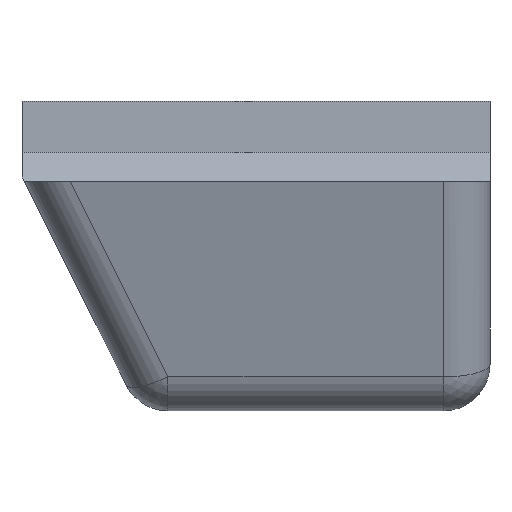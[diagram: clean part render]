
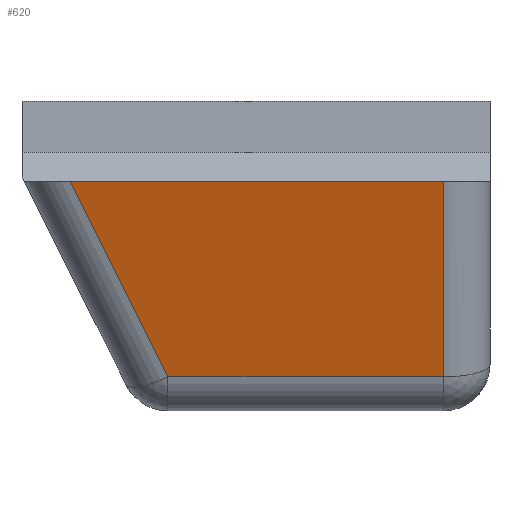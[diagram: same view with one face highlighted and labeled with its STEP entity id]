
A CAD part, front view. The second image highlights one B-rep face of the part: STEP entity #620.
In plain terms, the highlighted planar face has unit normal (0, -0.962, -0.273).
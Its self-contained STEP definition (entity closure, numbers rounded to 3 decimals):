
#77=FACE_OUTER_BOUND('',#114,.T.);
#114=EDGE_LOOP('',(#499,#500,#501,#502));
#169=LINE('',#997,#233);
#171=LINE('',#1003,#235);
#177=LINE('',#1033,#241);
#178=LINE('',#1035,#242);
#233=VECTOR('',#795,10.);
#235=VECTOR('',#801,10.);
#241=VECTOR('',#841,10.);
#242=VECTOR('',#844,10.);
#297=VERTEX_POINT('',#986);
#299=VERTEX_POINT('',#993);
#300=VERTEX_POINT('',#999);
#308=VERTEX_POINT('',#1031);
#364=EDGE_CURVE('',#297,#299,#169,.T.);
#367=EDGE_CURVE('',#299,#300,#171,.T.);
#382=EDGE_CURVE('',#308,#297,#177,.T.);
#383=EDGE_CURVE('',#300,#308,#178,.T.);
#499=ORIENTED_EDGE('',*,*,#367,.F.);
#500=ORIENTED_EDGE('',*,*,#364,.F.);
#501=ORIENTED_EDGE('',*,*,#382,.F.);
#502=ORIENTED_EDGE('',*,*,#383,.F.);
#585=PLANE('',#692);
#620=ADVANCED_FACE('',(#77),#585,.T.);
#692=AXIS2_PLACEMENT_3D('',#1034,#842,#843);
#795=DIRECTION('',(-1.,0.,0.));
#801=DIRECTION('',(-0.433,-0.246,0.867));
#841=DIRECTION('',(0.,0.273,-0.962));
#842=DIRECTION('center_axis',(0.,-0.962,-0.273));
#843=DIRECTION('ref_axis',(0.,0.273,-0.962));
#844=DIRECTION('',(1.,0.,0.));
#986=CARTESIAN_POINT('',(8.,268.,-88.546));
#993=CARTESIAN_POINT('',(-3.764,268.,-88.546));
#997=CARTESIAN_POINT('',(-10.,268.,-88.546));
#999=CARTESIAN_POINT('',(-7.937,265.632,-80.2));
#1003=CARTESIAN_POINT('',(-6.597,266.392,-82.879));
#1031=CARTESIAN_POINT('',(8.,265.632,-80.2));
#1033=CARTESIAN_POINT('',(8.,266.771,-84.214));
#1034=CARTESIAN_POINT('Origin',(-10.,265.632,-80.2));
#1035=CARTESIAN_POINT('',(-10.,265.632,-80.2));
